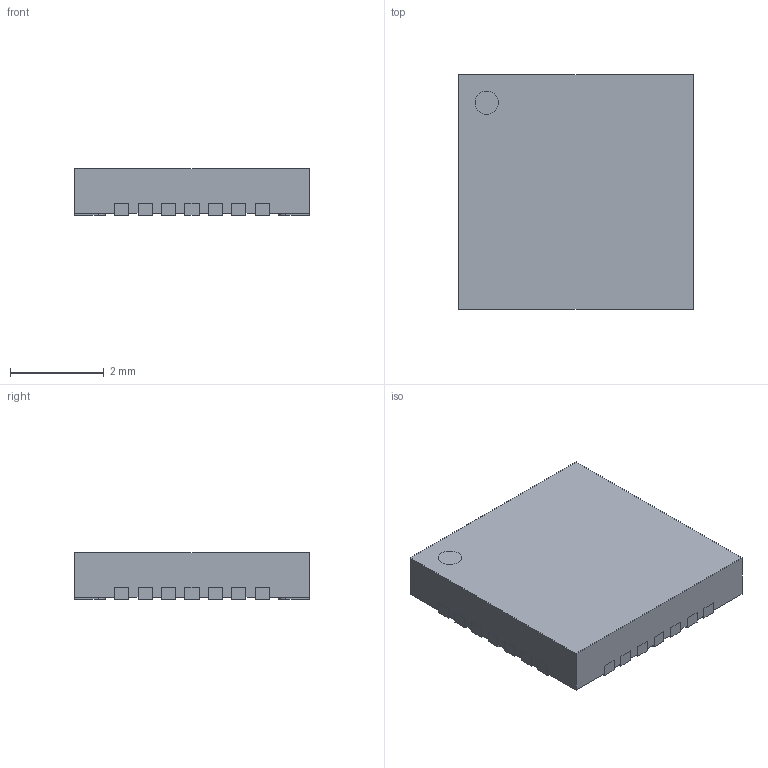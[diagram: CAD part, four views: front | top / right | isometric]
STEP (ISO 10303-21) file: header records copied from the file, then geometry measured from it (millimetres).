
FILE_DESCRIPTION((''),'2;1');
FILE_NAME('QFN50P500X500X100-29N-S335.stp','2011-03-03T13:47:49',(''),(''),'Mechanical Desktop 2011','Mechanical Desktop 2011',', , ');
FILE_SCHEMA(('AUTOMOTIVE_DESIGN { 1 2 10303 214 1 1 1 1 }'));
Length unit declared in the file: millimetre
Products named in the file (1): Product
Bounding box: 5 x 5 x 1 mm (x, y, z)
Volume: 24 mm3; surface area: 98.9 mm2
Topology: 30 solids, 30 shells, 293 faces, 696 edges, 464 vertices
Faces by surface type: bspline 140, plane 121, cylinder 32
Entity records: 8784 total; most frequent: CARTESIAN_POINT 2266, ORIENTED_EDGE 1392, DIRECTION 1124, EDGE_CURVE 696, VECTOR 576, LINE 576, VERTEX_POINT 464, EDGE_LOOP 294
